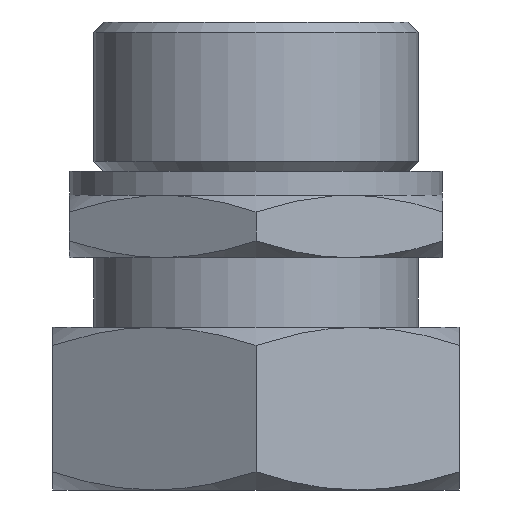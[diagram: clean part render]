
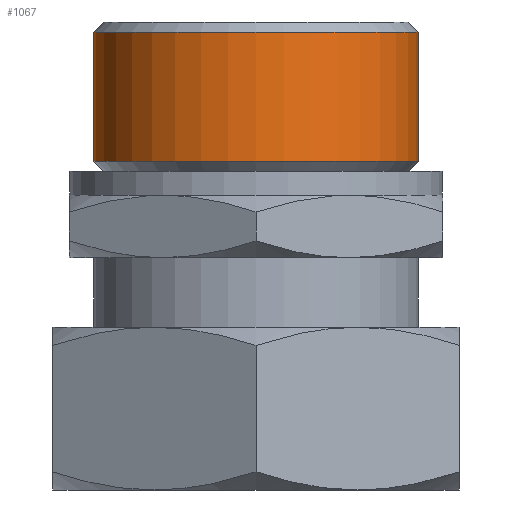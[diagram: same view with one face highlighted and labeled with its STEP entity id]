
A CAD part, front view. The second image highlights one B-rep face of the part: STEP entity #1067.
In plain terms, the highlighted cylindrical face has radius 23.901 mm (diameter 47.803 mm), a full revolution.
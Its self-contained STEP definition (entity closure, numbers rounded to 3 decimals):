
#51=CYLINDRICAL_SURFACE('',#1162,23.902);
#91=CIRCLE('',#1121,23.902);
#110=CIRCLE('',#1161,23.902);
#227=ORIENTED_EDGE('',*,*,#347,.T.);
#228=ORIENTED_EDGE('',*,*,#374,.F.);
#347=EDGE_CURVE('',#423,#423,#91,.T.);
#374=EDGE_CURVE('',#448,#448,#110,.T.);
#423=VERTEX_POINT('',#1590);
#448=VERTEX_POINT('',#1714);
#551=EDGE_LOOP('',(#227));
#552=EDGE_LOOP('',(#228));
#625=FACE_BOUND('',#551,.T.);
#626=FACE_BOUND('',#552,.T.);
#1067=ADVANCED_FACE('',(#625,#626),#51,.T.);
#1121=AXIS2_PLACEMENT_3D('',#1589,#1249,#1250);
#1161=AXIS2_PLACEMENT_3D('',#1713,#1329,#1330);
#1162=AXIS2_PLACEMENT_3D('',#1715,#1331,#1332);
#1249=DIRECTION('',(0.,0.,-1.));
#1250=DIRECTION('',(-1.,0.,0.));
#1329=DIRECTION('',(0.,0.,-1.));
#1330=DIRECTION('',(-1.,0.,0.));
#1331=DIRECTION('',(0.,0.,-1.));
#1332=DIRECTION('',(-1.,0.,0.));
#1589=CARTESIAN_POINT('',(0.,0.,20.521));
#1590=CARTESIAN_POINT('',(-23.902,0.,20.521));
#1713=CARTESIAN_POINT('',(0.,0.,1.479));
#1714=CARTESIAN_POINT('',(-23.902,0.,1.479));
#1715=CARTESIAN_POINT('',(0.,0.,-46.));
